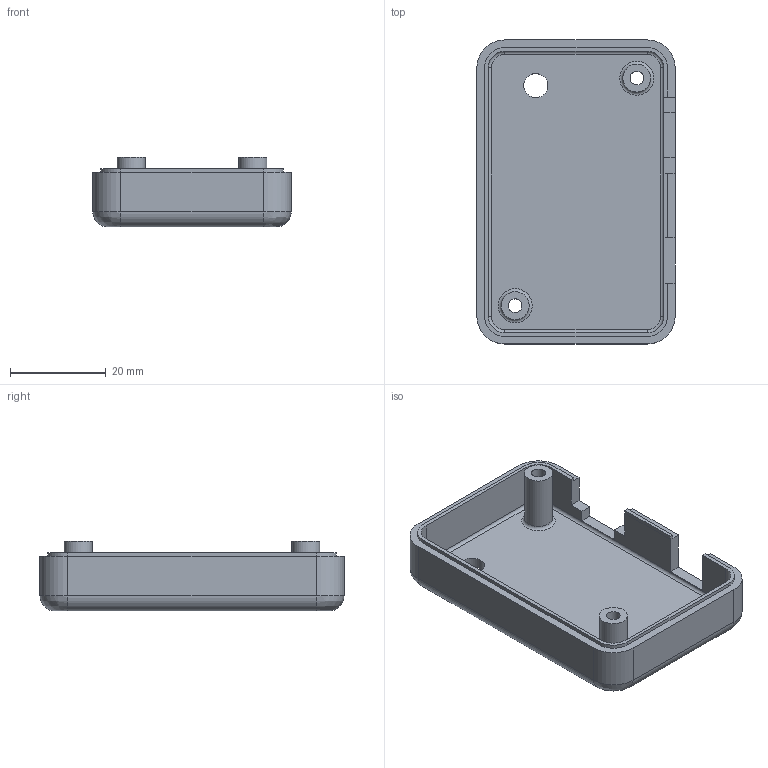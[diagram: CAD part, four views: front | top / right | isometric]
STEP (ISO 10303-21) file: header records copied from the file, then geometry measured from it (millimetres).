
FILE_DESCRIPTION(/* description */ (''),/* implementation_level */ '2;1');
FILE_NAME(/* name */ 'Top.stp',/* time_stamp */ '2018-11-22T12:13:33-06:00',/* author */ ('birtj'),/* organization */ (''),/* preprocessor_version */ 'ST-DEVELOPER v17',/* originating_system */ 'Autodesk Inventor 2018',/* authorisation */ '');
FILE_SCHEMA (('AUTOMOTIVE_DESIGN { 1 0 10303 214 3 1 1 }'));
Length unit declared in the file: inch
Products named in the file (1): Top
Bounding box: 41.4 x 63.5 x 14.59 mm (x, y, z)
Volume: 9906.6 mm3; surface area: 9435.6 mm2
Topology: 1 solids, 1 shells, 70 faces, 191 edges, 125 vertices
Faces by surface type: plane 32, cylinder 25, bspline 7, torus 6
Full cylindrical faces by diameter (mm): 2.845 x2, 5.05 x1, 5.842 x2
Entity records: 2355 total; most frequent: CARTESIAN_POINT 497, ORIENTED_EDGE 382, DIRECTION 382, EDGE_CURVE 191, AXIS2_PLACEMENT_3D 132, VERTEX_POINT 125, LINE 118, VECTOR 118
